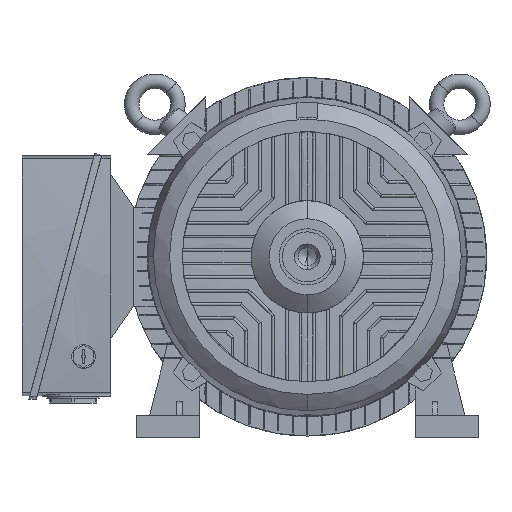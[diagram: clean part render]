
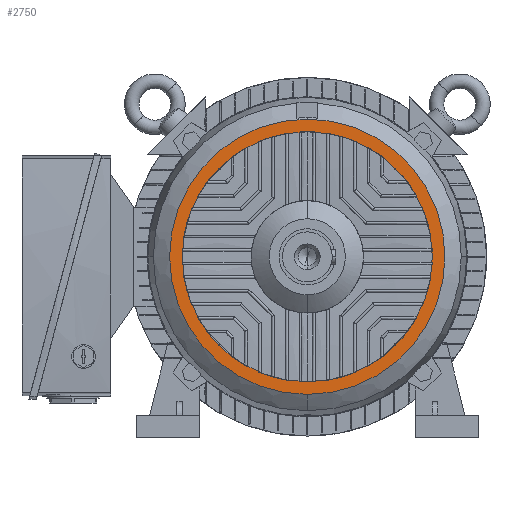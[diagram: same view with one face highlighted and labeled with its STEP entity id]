
A CAD part, left-side view. The second image highlights one B-rep face of the part: STEP entity #2750.
In plain terms, the highlighted planar face has unit normal (-1, 0, 0).
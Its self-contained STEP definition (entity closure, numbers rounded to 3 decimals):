
#2750=ADVANCED_FACE('',(#6301,#6302),#6303,.T.);
#6301=FACE_OUTER_BOUND('',#10659,.T.);
#6302=FACE_BOUND('',#10660,.T.);
#6303=PLANE('',#10661);
#10659=EDGE_LOOP('',(#19234,#19235,#19236));
#10660=EDGE_LOOP('',(#19237,#19238));
#10661=AXIS2_PLACEMENT_3D('',#19239,#19240,#19241);
#19234=ORIENTED_EDGE('',*,*,#27154,.F.);
#19235=ORIENTED_EDGE('',*,*,#27153,.F.);
#19236=ORIENTED_EDGE('',*,*,#29480,.F.);
#19237=ORIENTED_EDGE('',*,*,#29399,.T.);
#19238=ORIENTED_EDGE('',*,*,#27270,.T.);
#19239=CARTESIAN_POINT('',(-63.,145.,0.0));
#19240=DIRECTION('',(-1.0,0.,0.0));
#19241=DIRECTION('',(0.,-1.0,0.0));
#27153=EDGE_CURVE('',#32860,#32863,#32864,.T.);
#27154=EDGE_CURVE('',#32863,#32865,#32866,.T.);
#27270=EDGE_CURVE('',#33076,#33073,#33077,.T.);
#29399=EDGE_CURVE('',#33073,#33076,#36210,.T.);
#29480=EDGE_CURVE('',#32865,#32860,#36321,.T.);
#32860=VERTEX_POINT('',#42018);
#32863=VERTEX_POINT('',#42021);
#32864=CIRCLE('',#42022,152.);
#32865=VERTEX_POINT('',#42023);
#32866=CIRCLE('',#42024,152.);
#33073=VERTEX_POINT('',#42495);
#33076=VERTEX_POINT('',#42499);
#33077=CIRCLE('',#42500,138.0);
#36210=CIRCLE('',#50104,138.0);
#36321=CIRCLE('',#50374,152.);
#42018=CARTESIAN_POINT('',(-63.,0.,-152.));
#42021=CARTESIAN_POINT('',(-63.,152.,0.0));
#42022=AXIS2_PLACEMENT_3D('',#64320,#64321,#64322);
#42023=CARTESIAN_POINT('',(-63.,0.,152.));
#42024=AXIS2_PLACEMENT_3D('',#64323,#64324,#64325);
#42495=CARTESIAN_POINT('',(-63.0,138.0,0.0));
#42499=CARTESIAN_POINT('',(-63.0,-138.0,0.));
#42500=AXIS2_PLACEMENT_3D('',#64511,#64512,#64513);
#50104=AXIS2_PLACEMENT_3D('',#66424,#66425,#66426);
#50374=AXIS2_PLACEMENT_3D('',#66522,#66523,#66524);
#64320=CARTESIAN_POINT('',(-63.,0.0,0.0));
#64321=DIRECTION('',(1.0,0.0,0.0));
#64322=DIRECTION('',(0.0,1.0,0.0));
#64323=CARTESIAN_POINT('',(-63.,0.0,0.0));
#64324=DIRECTION('',(1.0,0.0,0.0));
#64325=DIRECTION('',(0.0,1.0,0.0));
#64511=CARTESIAN_POINT('',(-63.0,0.0,0.0));
#64512=DIRECTION('',(1.0,0.0,0.0));
#64513=DIRECTION('',(0.0,1.0,0.0));
#66424=CARTESIAN_POINT('',(-63.0,0.0,0.0));
#66425=DIRECTION('',(1.0,0.0,0.0));
#66426=DIRECTION('',(0.0,1.0,0.0));
#66522=CARTESIAN_POINT('',(-63.,0.0,0.0));
#66523=DIRECTION('',(1.0,0.0,0.0));
#66524=DIRECTION('',(0.0,1.0,0.0));
